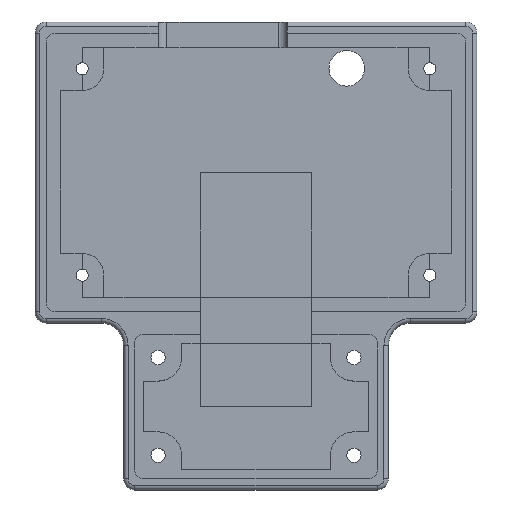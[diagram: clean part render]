
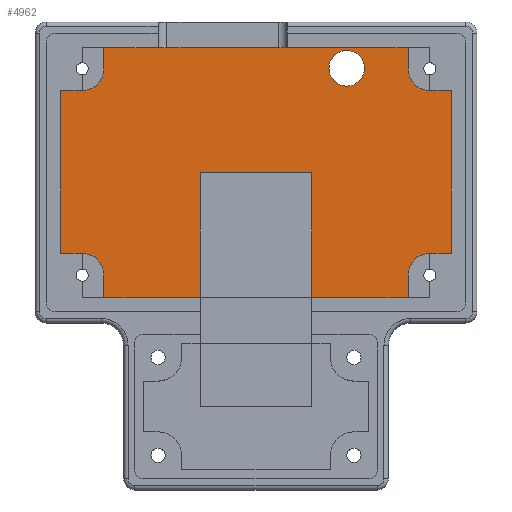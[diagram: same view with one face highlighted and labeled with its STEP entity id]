
A CAD part, top view. The second image highlights one B-rep face of the part: STEP entity #4962.
In plain terms, the highlighted planar face has unit normal (0, 0, 1).
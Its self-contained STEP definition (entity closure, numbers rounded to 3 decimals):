
#1640 = VERTEX_POINT('',#1641);
#1641 = CARTESIAN_POINT('',(12.5,5.75,3.));
#2183 = VERTEX_POINT('',#2184);
#2184 = CARTESIAN_POINT('',(-12.5,5.75,3.));
#3579 = VERTEX_POINT('',#3580);
#3580 = CARTESIAN_POINT('',(24.38,57.232,3.));
#3586 = EDGE_CURVE('',#3579,#3579,#3587,.T.);
#3587 = CIRCLE('',#3588,4.);
#3588 = AXIS2_PLACEMENT_3D('',#3589,#3590,#3591);
#3589 = CARTESIAN_POINT('',(20.38,57.232,3.));
#3590 = DIRECTION('',(0.,0.,-1.));
#3591 = DIRECTION('',(1.,0.,0.));
#3884 = VERTEX_POINT('',#3885);
#3885 = CARTESIAN_POINT('',(-34.166,61.852,3.));
#3891 = EDGE_CURVE('',#3884,#3892,#3894,.T.);
#3892 = VERTEX_POINT('',#3893);
#3893 = CARTESIAN_POINT('',(34.166,61.852,3.));
#3894 = LINE('',#3895,#3896);
#3895 = CARTESIAN_POINT('',(-34.166,61.852,3.));
#3896 = VECTOR('',#3897,1.);
#3897 = DIRECTION('',(1.,0.,0.));
#4217 = VERTEX_POINT('',#4218);
#4218 = CARTESIAN_POINT('',(34.166,5.75,3.));
#4231 = EDGE_CURVE('',#1640,#4217,#4232,.T.);
#4232 = LINE('',#4233,#4234);
#4233 = CARTESIAN_POINT('',(-34.166,5.75,3.));
#4234 = VECTOR('',#4235,1.);
#4235 = DIRECTION('',(1.,0.,0.));
#4726 = VERTEX_POINT('',#4727);
#4727 = CARTESIAN_POINT('',(-34.166,5.75,3.));
#4733 = EDGE_CURVE('',#4726,#2183,#4734,.T.);
#4734 = LINE('',#4735,#4736);
#4735 = CARTESIAN_POINT('',(-34.166,5.75,3.));
#4736 = VECTOR('',#4737,1.);
#4737 = DIRECTION('',(1.,0.,0.));
#4962 = ADVANCED_FACE('',(#4963,#5102),#5105,.T.);
#4963 = FACE_BOUND('',#4964,.T.);
#4964 = EDGE_LOOP('',(#4965,#4976,#4982,#4983,#4991,#4999,#5005,#5006,
    #5014,#5023,#5031,#5039,#5047,#5056,#5062,#5063,#5071,#5080,#5088,
    #5096));
#4965 = ORIENTED_EDGE('',*,*,#4966,.F.);
#4966 = EDGE_CURVE('',#4967,#4969,#4971,.T.);
#4967 = VERTEX_POINT('',#4968);
#4968 = CARTESIAN_POINT('',(-34.166,10.751,3.));
#4969 = VERTEX_POINT('',#4970);
#4970 = CARTESIAN_POINT('',(-39.053,15.637,3.));
#4971 = CIRCLE('',#4972,4.887);
#4972 = AXIS2_PLACEMENT_3D('',#4973,#4974,#4975);
#4973 = CARTESIAN_POINT('',(-39.053,10.751,3.));
#4974 = DIRECTION('',(0.,0.,1.));
#4975 = DIRECTION('',(1.,0.,0.));
#4976 = ORIENTED_EDGE('',*,*,#4977,.T.);
#4977 = EDGE_CURVE('',#4967,#4726,#4978,.T.);
#4978 = LINE('',#4979,#4980);
#4979 = CARTESIAN_POINT('',(-34.166,10.751,3.));
#4980 = VECTOR('',#4981,1.);
#4981 = DIRECTION('',(0.,-1.,0.));
#4982 = ORIENTED_EDGE('',*,*,#4733,.T.);
#4983 = ORIENTED_EDGE('',*,*,#4984,.T.);
#4984 = EDGE_CURVE('',#2183,#4985,#4987,.T.);
#4985 = VERTEX_POINT('',#4986);
#4986 = CARTESIAN_POINT('',(-12.5,33.801,3.));
#4987 = LINE('',#4988,#4989);
#4988 = CARTESIAN_POINT('',(-12.5,0.,3.));
#4989 = VECTOR('',#4990,1.);
#4990 = DIRECTION('',(0.,1.,0.));
#4991 = ORIENTED_EDGE('',*,*,#4992,.T.);
#4992 = EDGE_CURVE('',#4985,#4993,#4995,.T.);
#4993 = VERTEX_POINT('',#4994);
#4994 = CARTESIAN_POINT('',(12.5,33.801,3.));
#4995 = LINE('',#4996,#4997);
#4996 = CARTESIAN_POINT('',(-12.5,33.801,3.));
#4997 = VECTOR('',#4998,1.);
#4998 = DIRECTION('',(1.,0.,0.));
#4999 = ORIENTED_EDGE('',*,*,#5000,.T.);
#5000 = EDGE_CURVE('',#4993,#1640,#5001,.T.);
#5001 = LINE('',#5002,#5003);
#5002 = CARTESIAN_POINT('',(12.5,33.801,3.));
#5003 = VECTOR('',#5004,1.);
#5004 = DIRECTION('',(0.,-1.,0.));
#5005 = ORIENTED_EDGE('',*,*,#4231,.T.);
#5006 = ORIENTED_EDGE('',*,*,#5007,.F.);
#5007 = EDGE_CURVE('',#5008,#4217,#5010,.T.);
#5008 = VERTEX_POINT('',#5009);
#5009 = CARTESIAN_POINT('',(34.166,10.751,3.));
#5010 = LINE('',#5011,#5012);
#5011 = CARTESIAN_POINT('',(34.166,10.751,3.));
#5012 = VECTOR('',#5013,1.);
#5013 = DIRECTION('',(0.,-1.,0.));
#5014 = ORIENTED_EDGE('',*,*,#5015,.F.);
#5015 = EDGE_CURVE('',#5016,#5008,#5018,.T.);
#5016 = VERTEX_POINT('',#5017);
#5017 = CARTESIAN_POINT('',(39.053,15.637,3.));
#5018 = CIRCLE('',#5019,4.887);
#5019 = AXIS2_PLACEMENT_3D('',#5020,#5021,#5022);
#5020 = CARTESIAN_POINT('',(39.053,10.751,3.));
#5021 = DIRECTION('',(0.,0.,1.));
#5022 = DIRECTION('',(1.,0.,0.));
#5023 = ORIENTED_EDGE('',*,*,#5024,.T.);
#5024 = EDGE_CURVE('',#5016,#5025,#5027,.T.);
#5025 = VERTEX_POINT('',#5026);
#5026 = CARTESIAN_POINT('',(43.863,15.637,3.));
#5027 = LINE('',#5028,#5029);
#5028 = CARTESIAN_POINT('',(39.053,15.637,3.));
#5029 = VECTOR('',#5030,1.);
#5030 = DIRECTION('',(1.,0.,0.));
#5031 = ORIENTED_EDGE('',*,*,#5032,.F.);
#5032 = EDGE_CURVE('',#5033,#5025,#5035,.T.);
#5033 = VERTEX_POINT('',#5034);
#5034 = CARTESIAN_POINT('',(43.863,52.219,3.));
#5035 = LINE('',#5036,#5037);
#5036 = CARTESIAN_POINT('',(43.863,52.219,3.));
#5037 = VECTOR('',#5038,1.);
#5038 = DIRECTION('',(0.,-1.,0.));
#5039 = ORIENTED_EDGE('',*,*,#5040,.F.);
#5040 = EDGE_CURVE('',#5041,#5033,#5043,.T.);
#5041 = VERTEX_POINT('',#5042);
#5042 = CARTESIAN_POINT('',(39.053,52.219,3.));
#5043 = LINE('',#5044,#5045);
#5044 = CARTESIAN_POINT('',(39.053,52.219,3.));
#5045 = VECTOR('',#5046,1.);
#5046 = DIRECTION('',(1.,0.,0.));
#5047 = ORIENTED_EDGE('',*,*,#5048,.F.);
#5048 = EDGE_CURVE('',#5049,#5041,#5051,.T.);
#5049 = VERTEX_POINT('',#5050);
#5050 = CARTESIAN_POINT('',(34.166,57.106,3.));
#5051 = CIRCLE('',#5052,4.887);
#5052 = AXIS2_PLACEMENT_3D('',#5053,#5054,#5055);
#5053 = CARTESIAN_POINT('',(39.053,57.106,3.));
#5054 = DIRECTION('',(0.,0.,1.));
#5055 = DIRECTION('',(1.,0.,0.));
#5056 = ORIENTED_EDGE('',*,*,#5057,.T.);
#5057 = EDGE_CURVE('',#5049,#3892,#5058,.T.);
#5058 = LINE('',#5059,#5060);
#5059 = CARTESIAN_POINT('',(34.166,57.106,3.));
#5060 = VECTOR('',#5061,1.);
#5061 = DIRECTION('',(0.,1.,0.));
#5062 = ORIENTED_EDGE('',*,*,#3891,.F.);
#5063 = ORIENTED_EDGE('',*,*,#5064,.F.);
#5064 = EDGE_CURVE('',#5065,#3884,#5067,.T.);
#5065 = VERTEX_POINT('',#5066);
#5066 = CARTESIAN_POINT('',(-34.166,57.106,3.));
#5067 = LINE('',#5068,#5069);
#5068 = CARTESIAN_POINT('',(-34.166,57.106,3.));
#5069 = VECTOR('',#5070,1.);
#5070 = DIRECTION('',(0.,1.,0.));
#5071 = ORIENTED_EDGE('',*,*,#5072,.F.);
#5072 = EDGE_CURVE('',#5073,#5065,#5075,.T.);
#5073 = VERTEX_POINT('',#5074);
#5074 = CARTESIAN_POINT('',(-39.053,52.219,3.));
#5075 = CIRCLE('',#5076,4.887);
#5076 = AXIS2_PLACEMENT_3D('',#5077,#5078,#5079);
#5077 = CARTESIAN_POINT('',(-39.053,57.106,3.));
#5078 = DIRECTION('',(0.,0.,1.));
#5079 = DIRECTION('',(1.,0.,0.));
#5080 = ORIENTED_EDGE('',*,*,#5081,.T.);
#5081 = EDGE_CURVE('',#5073,#5082,#5084,.T.);
#5082 = VERTEX_POINT('',#5083);
#5083 = CARTESIAN_POINT('',(-43.863,52.219,3.));
#5084 = LINE('',#5085,#5086);
#5085 = CARTESIAN_POINT('',(-39.053,52.219,3.));
#5086 = VECTOR('',#5087,1.);
#5087 = DIRECTION('',(-1.,0.,0.));
#5088 = ORIENTED_EDGE('',*,*,#5089,.T.);
#5089 = EDGE_CURVE('',#5082,#5090,#5092,.T.);
#5090 = VERTEX_POINT('',#5091);
#5091 = CARTESIAN_POINT('',(-43.863,15.637,3.));
#5092 = LINE('',#5093,#5094);
#5093 = CARTESIAN_POINT('',(-43.863,52.219,3.));
#5094 = VECTOR('',#5095,1.);
#5095 = DIRECTION('',(0.,-1.,0.));
#5096 = ORIENTED_EDGE('',*,*,#5097,.F.);
#5097 = EDGE_CURVE('',#4969,#5090,#5098,.T.);
#5098 = LINE('',#5099,#5100);
#5099 = CARTESIAN_POINT('',(-39.053,15.637,3.));
#5100 = VECTOR('',#5101,1.);
#5101 = DIRECTION('',(-1.,0.,0.));
#5102 = FACE_BOUND('',#5103,.T.);
#5103 = EDGE_LOOP('',(#5104));
#5104 = ORIENTED_EDGE('',*,*,#3586,.T.);
#5105 = PLANE('',#5106);
#5106 = AXIS2_PLACEMENT_3D('',#5107,#5108,#5109);
#5107 = CARTESIAN_POINT('',(0.,33.815,3.));
#5108 = DIRECTION('',(0.,0.,1.));
#5109 = DIRECTION('',(0.,1.,0.));
